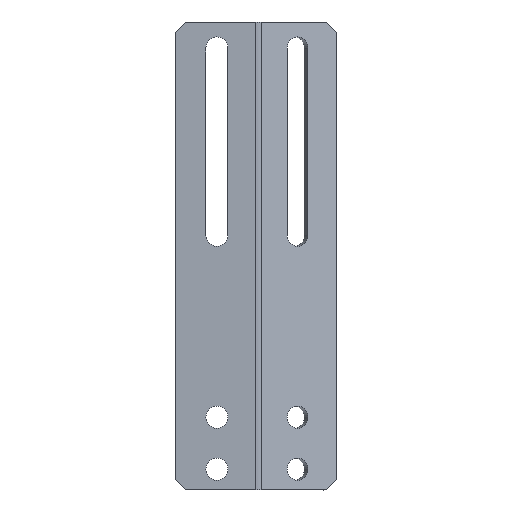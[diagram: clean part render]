
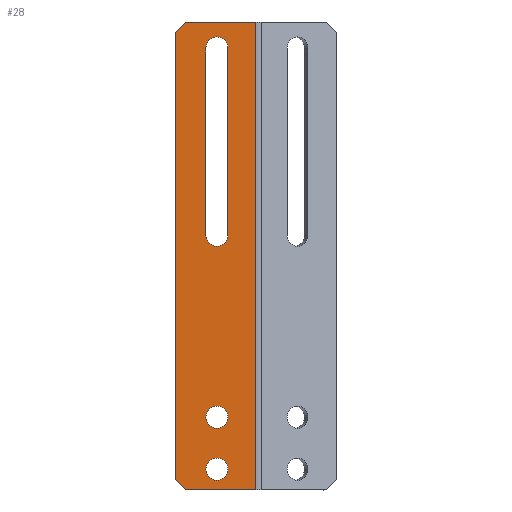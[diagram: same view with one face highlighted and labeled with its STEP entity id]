
A CAD part, top view. The second image highlights one B-rep face of the part: STEP entity #28.
In plain terms, the highlighted planar face has unit normal (0, 0, 1).
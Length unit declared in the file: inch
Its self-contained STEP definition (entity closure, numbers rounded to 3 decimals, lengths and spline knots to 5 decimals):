
#2 = VERTEX_POINT ( 'NONE', #612 ) ;
#28 = ADVANCED_FACE ( 'NONE', ( #855, #30, #757, #391 ), #691, .F. ) ;
#30 = FACE_BOUND ( 'NONE', #530, .T. ) ;
#33 = EDGE_LOOP ( 'NONE', ( #39, #55, #234, #471, #202, #568 ) ) ;
#35 = CARTESIAN_POINT ( 'NONE',  ( 0.5, 3.0625, 0. ) ) ;
#39 = ORIENTED_EDGE ( 'NONE', *, *, #607, .T. ) ;
#42 = EDGE_CURVE ( 'NONE', #313, #2, #415, .T. ) ;
#44 = VERTEX_POINT ( 'NONE', #324 ) ;
#55 = ORIENTED_EDGE ( 'NONE', *, *, #444, .T. ) ;
#57 = VERTEX_POINT ( 'NONE', #847 ) ;
#64 = VECTOR ( 'NONE', #121, 39.37008 ) ;
#68 = CIRCLE ( 'NONE', #788, 0.133 ) ;
#85 = DIRECTION ( 'NONE',  ( 1., 0., 0. ) ) ;
#95 = VERTEX_POINT ( 'NONE', #457 ) ;
#98 = VERTEX_POINT ( 'NONE', #337 ) ;
#103 = EDGE_CURVE ( 'NONE', #44, #562, #641, .T. ) ;
#116 = CARTESIAN_POINT ( 'NONE',  ( 0.367, 5.625, 0. ) ) ;
#120 = DIRECTION ( 'NONE',  ( 0., 0., -1. ) ) ;
#121 = DIRECTION ( 'NONE',  ( -0.707, -0.707, 0. ) ) ;
#127 = AXIS2_PLACEMENT_3D ( 'NONE', #241, #541, #831 ) ;
#132 = CARTESIAN_POINT ( 'NONE',  ( 0.5, 0.25, 0. ) ) ;
#145 = DIRECTION ( 'NONE',  ( 1., 0., 0. ) ) ;
#146 = DIRECTION ( 'NONE',  ( -1., 0., 0. ) ) ;
#165 = DIRECTION ( 'NONE',  ( 0., -1., 0. ) ) ;
#167 = VECTOR ( 'NONE', #692, 39.37008 ) ;
#169 = CARTESIAN_POINT ( 'NONE',  ( 0.633, 0.875, 0. ) ) ;
#172 = EDGE_CURVE ( 'NONE', #57, #98, #395, .T. ) ;
#192 = ORIENTED_EDGE ( 'NONE', *, *, #42, .T. ) ;
#202 = ORIENTED_EDGE ( 'NONE', *, *, #370, .F. ) ;
#203 = EDGE_CURVE ( 'NONE', #689, #689, #536, .T. ) ;
#223 = CARTESIAN_POINT ( 'NONE',  ( 0.633, 5.625, 0. ) ) ;
#234 = ORIENTED_EDGE ( 'NONE', *, *, #744, .T. ) ;
#241 = CARTESIAN_POINT ( 'NONE',  ( 0.5, 0.875, 0. ) ) ;
#242 = AXIS2_PLACEMENT_3D ( 'NONE', #132, #271, #145 ) ;
#249 = DIRECTION ( 'NONE',  ( 0., -1., 0. ) ) ;
#257 = EDGE_CURVE ( 'NONE', #95, #95, #365, .T. ) ;
#271 = DIRECTION ( 'NONE',  ( 0., 0., -1. ) ) ;
#282 = VERTEX_POINT ( 'NONE', #869 ) ;
#289 = VECTOR ( 'NONE', #936, 39.37008 ) ;
#313 = VERTEX_POINT ( 'NONE', #792 ) ;
#324 = CARTESIAN_POINT ( 'NONE',  ( 0.125, 5.625, 0. ) ) ;
#337 = CARTESIAN_POINT ( 'NONE',  ( 0.96694, 0., 0. ) ) ;
#341 = EDGE_CURVE ( 'NONE', #548, #313, #824, .T. ) ;
#343 = LINE ( 'NONE', #645, #289 ) ;
#365 = CIRCLE ( 'NONE', #242, 0.133 ) ;
#370 = EDGE_CURVE ( 'NONE', #44, #57, #887, .T. ) ;
#377 = DIRECTION ( 'NONE',  ( 0.707, -0.707, 0. ) ) ;
#388 = ORIENTED_EDGE ( 'NONE', *, *, #257, .T. ) ;
#391 = FACE_BOUND ( 'NONE', #480, .T. ) ;
#395 = LINE ( 'NONE', #781, #800 ) ;
#400 = LINE ( 'NONE', #116, #167 ) ;
#403 = ORIENTED_EDGE ( 'NONE', *, *, #203, .T. ) ;
#405 = DIRECTION ( 'NONE',  ( 0., 0., -1. ) ) ;
#410 = DIRECTION ( 'NONE',  ( -1., 0., 0. ) ) ;
#415 = CIRCLE ( 'NONE', #864, 0.133 ) ;
#439 = EDGE_LOOP ( 'NONE', ( #388 ) ) ;
#444 = EDGE_CURVE ( 'NONE', #897, #282, #754, .T. ) ;
#457 = CARTESIAN_POINT ( 'NONE',  ( 0.633, 0.25, 0. ) ) ;
#471 = ORIENTED_EDGE ( 'NONE', *, *, #172, .F. ) ;
#474 = CARTESIAN_POINT ( 'NONE',  ( 0., 5.5, 0. ) ) ;
#480 = EDGE_LOOP ( 'NONE', ( #944, #798, #192, #566 ) ) ;
#484 = DIRECTION ( 'NONE',  ( 0., -1., 0. ) ) ;
#495 = VECTOR ( 'NONE', #377, 39.37008 ) ;
#530 = EDGE_LOOP ( 'NONE', ( #403 ) ) ;
#534 = CARTESIAN_POINT ( 'NONE',  ( 0., 5.625, 0. ) ) ;
#535 = AXIS2_PLACEMENT_3D ( 'NONE', #560, #405, #779 ) ;
#536 = CIRCLE ( 'NONE', #127, 0.133 ) ;
#539 = VECTOR ( 'NONE', #165, 39.37008 ) ;
#541 = DIRECTION ( 'NONE',  ( 0., 0., -1. ) ) ;
#545 = EDGE_CURVE ( 'NONE', #2, #575, #400, .T. ) ;
#548 = VERTEX_POINT ( 'NONE', #918 ) ;
#560 = CARTESIAN_POINT ( 'NONE',  ( 0., 5.625, 0. ) ) ;
#562 = VERTEX_POINT ( 'NONE', #474 ) ;
#566 = ORIENTED_EDGE ( 'NONE', *, *, #545, .T. ) ;
#568 = ORIENTED_EDGE ( 'NONE', *, *, #103, .T. ) ;
#573 = VECTOR ( 'NONE', #249, 39.37008 ) ;
#575 = VERTEX_POINT ( 'NONE', #613 ) ;
#600 = CARTESIAN_POINT ( 'NONE',  ( 0.5, 5.3125, 0. ) ) ;
#607 = EDGE_CURVE ( 'NONE', #562, #897, #630, .T. ) ;
#612 = CARTESIAN_POINT ( 'NONE',  ( 0.367, 3.0625, 0. ) ) ;
#613 = CARTESIAN_POINT ( 'NONE',  ( 0.367, 5.3125, 0. ) ) ;
#630 = LINE ( 'NONE', #835, #573 ) ;
#641 = LINE ( 'NONE', #931, #64 ) ;
#645 = CARTESIAN_POINT ( 'NONE',  ( 0., 0., 0. ) ) ;
#689 = VERTEX_POINT ( 'NONE', #169 ) ;
#691 = PLANE ( 'NONE',  #535 ) ;
#692 = DIRECTION ( 'NONE',  ( 0., 1., 0. ) ) ;
#739 = VECTOR ( 'NONE', #85, 39.37008 ) ;
#744 = EDGE_CURVE ( 'NONE', #282, #98, #343, .T. ) ;
#749 = CARTESIAN_POINT ( 'NONE',  ( 0., 0.125, 0. ) ) ;
#754 = LINE ( 'NONE', #809, #495 ) ;
#757 = FACE_BOUND ( 'NONE', #439, .T. ) ;
#779 = DIRECTION ( 'NONE',  ( -1., 0., 0. ) ) ;
#781 = CARTESIAN_POINT ( 'NONE',  ( 0.96694, 5.625, 0. ) ) ;
#788 = AXIS2_PLACEMENT_3D ( 'NONE', #600, #804, #146 ) ;
#792 = CARTESIAN_POINT ( 'NONE',  ( 0.633, 3.0625, 0. ) ) ;
#798 = ORIENTED_EDGE ( 'NONE', *, *, #341, .T. ) ;
#800 = VECTOR ( 'NONE', #484, 39.37008 ) ;
#804 = DIRECTION ( 'NONE',  ( 0., 0., -1. ) ) ;
#809 = CARTESIAN_POINT ( 'NONE',  ( 0.125, 0., 0. ) ) ;
#824 = LINE ( 'NONE', #223, #539 ) ;
#831 = DIRECTION ( 'NONE',  ( 1., 0., 0. ) ) ;
#835 = CARTESIAN_POINT ( 'NONE',  ( 0., 5.625, 0. ) ) ;
#847 = CARTESIAN_POINT ( 'NONE',  ( 0.96694, 5.625, 0. ) ) ;
#855 = FACE_OUTER_BOUND ( 'NONE', #33, .T. ) ;
#864 = AXIS2_PLACEMENT_3D ( 'NONE', #35, #120, #410 ) ;
#869 = CARTESIAN_POINT ( 'NONE',  ( 0.125, 0., 0. ) ) ;
#887 = LINE ( 'NONE', #534, #739 ) ;
#889 = EDGE_CURVE ( 'NONE', #575, #548, #68, .T. ) ;
#897 = VERTEX_POINT ( 'NONE', #749 ) ;
#918 = CARTESIAN_POINT ( 'NONE',  ( 0.633, 5.3125, 0. ) ) ;
#931 = CARTESIAN_POINT ( 'NONE',  ( 0., 5.5, 0. ) ) ;
#936 = DIRECTION ( 'NONE',  ( 1., 0., 0. ) ) ;
#944 = ORIENTED_EDGE ( 'NONE', *, *, #889, .T. ) ;
